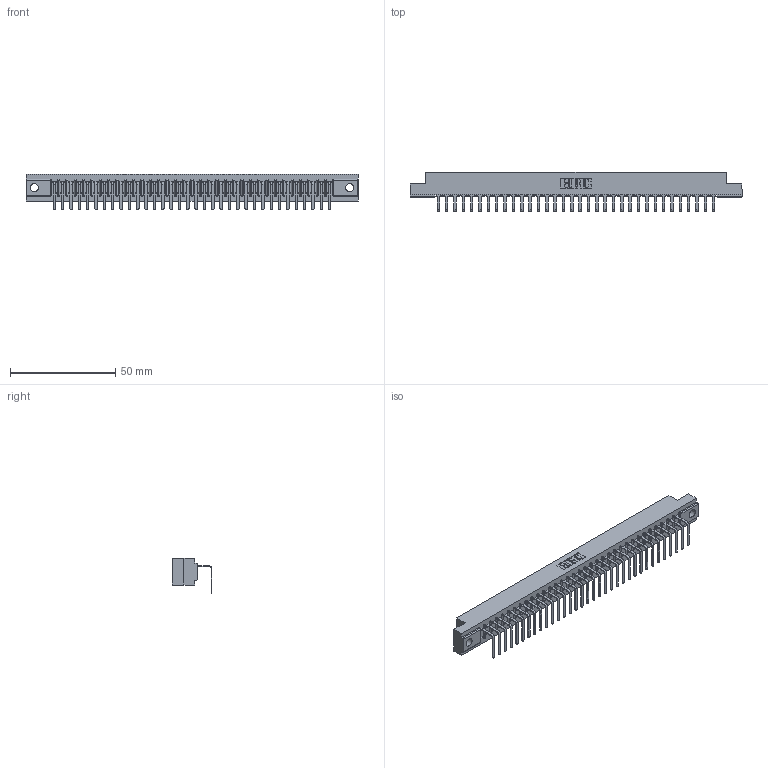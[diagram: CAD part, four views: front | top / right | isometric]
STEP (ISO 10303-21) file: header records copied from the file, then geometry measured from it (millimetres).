
FILE_DESCRIPTION (( 'STEP AP203' ), '1' );
FILE_NAME ('307-034-558-104.STEP', '2019-09-05T14:32:01', ( '' ), ( '' ), 'SwSTEP 2.0', 'SolidWorks 2016', '' );
FILE_SCHEMA (( 'CONFIG_CONTROL_DESIGN' ));
Length unit declared in the file: inch
Products named in the file (3): 307 Part_.156 Dia Mounting Holes; 307-290-001_558 - 2 (Single); 307-034-558-104
Assembly tree (35 placements, depth 2):
  307-034-558-104
    307 Part_.156 Dia Mounting Holes
    307-290-001_558 - 2 (Single)  x34
Bounding box: 157.73 x 18.96 x 16.8 mm (x, y, z)
Volume: 16377.3 mm3; surface area: 18066.5 mm2
Topology: 35 solids, 35 shells, 2207 faces, 6275 edges, 4042 vertices
Faces by surface type: plane 1410, cylinder 727, sphere 70
Entity records: 30656 total; most frequent: CARTESIAN_POINT 5166, ORIENTED_EDGE 5150, DIRECTION 5021, EDGE_CURVE 2575, VECTOR 1979, LINE 1979, VERTEX_POINT 1666, AXIS2_PLACEMENT_3D 1521
